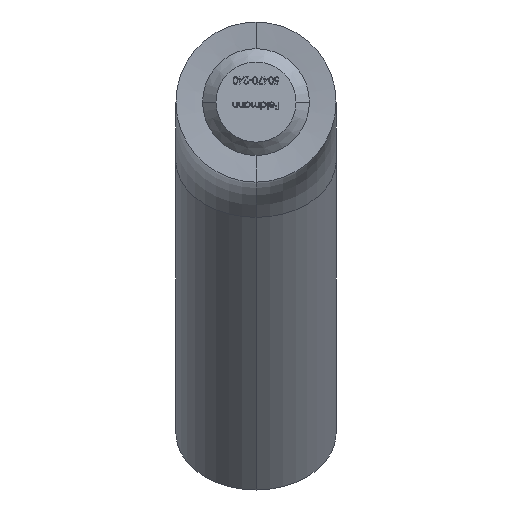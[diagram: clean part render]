
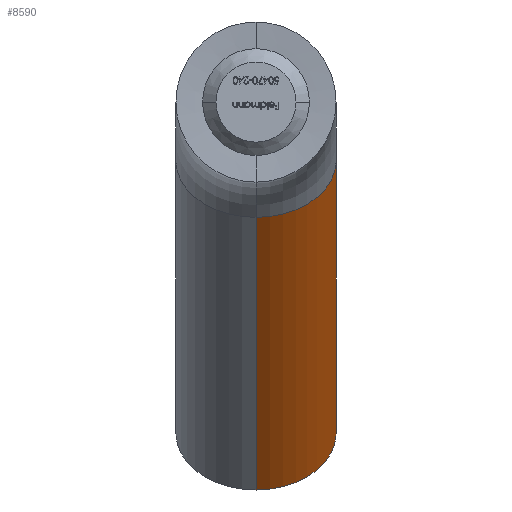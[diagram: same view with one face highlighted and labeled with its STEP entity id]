
A CAD part, front view. The second image highlights one B-rep face of the part: STEP entity #8590.
In plain terms, the highlighted cylindrical face has radius 6 mm (diameter 12 mm), a partial arc.
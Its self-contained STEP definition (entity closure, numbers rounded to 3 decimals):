
#456 = CARTESIAN_POINT ( 'NONE',  ( 0., 35.151, -8.636 ) ) ;
#497 = CARTESIAN_POINT ( 'NONE',  ( 0., 59.823, -24.823 ) ) ;
#503 = CARTESIAN_POINT ( 'NONE',  ( 0., 64.066, -20.581 ) ) ;
#541 = VECTOR ( 'NONE', #7817, 1000. ) ;
#1263 = VERTEX_POINT ( 'NONE', #4447 ) ;
#1538 = DIRECTION ( 'NONE',  ( 0., 0.707, -0.707 ) ) ;
#2474 = DIRECTION ( 'NONE',  ( 0., -0.707, 0.707 ) ) ;
#2900 = CARTESIAN_POINT ( 'NONE',  ( 0., 43.636, -0.151 ) ) ;
#3261 = CARTESIAN_POINT ( 'NONE',  ( 0., 55.581, -29.066 ) ) ;
#3396 = VERTEX_POINT ( 'NONE', #6987 ) ;
#3673 = DIRECTION ( 'NONE',  ( 0., 0.707, 0.707 ) ) ;
#4165 = DIRECTION ( 'NONE',  ( 0., 0.707, -0.707 ) ) ;
#4255 = LINE ( 'NONE', #456, #4714 ) ;
#4400 = VERTEX_POINT ( 'NONE', #3261 ) ;
#4447 = CARTESIAN_POINT ( 'NONE',  ( 0., 35.151, -8.636 ) ) ;
#4714 = VECTOR ( 'NONE', #10595, 1000. ) ;
#4770 = ORIENTED_EDGE ( 'NONE', *, *, #6892, .T. ) ;
#5025 = CIRCLE ( 'NONE', #11289, 6. ) ;
#5050 = CARTESIAN_POINT ( 'NONE',  ( 0., 39.393, -4.393 ) ) ;
#5064 = ORIENTED_EDGE ( 'NONE', *, *, #8636, .F. ) ;
#5420 = EDGE_CURVE ( 'NONE', #1263, #4400, #4255, .T. ) ;
#5452 = CARTESIAN_POINT ( 'NONE',  ( 0., 39.393, -4.393 ) ) ;
#6892 = EDGE_CURVE ( 'NONE', #3396, #1263, #5025, .T. ) ;
#6987 = CARTESIAN_POINT ( 'NONE',  ( 0., 43.636, -0.151 ) ) ;
#7080 = DIRECTION ( 'NONE',  ( 0., 0.707, 0.707 ) ) ;
#7480 = FACE_OUTER_BOUND ( 'NONE', #10644, .T. ) ;
#7723 = ORIENTED_EDGE ( 'NONE', *, *, #9081, .T. ) ;
#7778 = LINE ( 'NONE', #2900, #541 ) ;
#7817 = DIRECTION ( 'NONE',  ( 0., 0.707, -0.707 ) ) ;
#8590 = ADVANCED_FACE ( 'NONE', ( #7480 ), #9926, .T. ) ;
#8636 = EDGE_CURVE ( 'NONE', #3396, #8939, #7778, .T. ) ;
#8815 = ORIENTED_EDGE ( 'NONE', *, *, #5420, .T. ) ;
#8939 = VERTEX_POINT ( 'NONE', #503 ) ;
#9081 = EDGE_CURVE ( 'NONE', #4400, #8939, #9759, .T. ) ;
#9759 = CIRCLE ( 'NONE', #10944, 6. ) ;
#9926 = CYLINDRICAL_SURFACE ( 'NONE', #10680, 6. ) ;
#10595 = DIRECTION ( 'NONE',  ( 0., 0.707, -0.707 ) ) ;
#10644 = EDGE_LOOP ( 'NONE', ( #4770, #8815, #7723, #5064 ) ) ;
#10680 = AXIS2_PLACEMENT_3D ( 'NONE', #5452, #1538, #3673 ) ;
#10944 = AXIS2_PLACEMENT_3D ( 'NONE', #497, #2474, #11133 ) ;
#11133 = DIRECTION ( 'NONE',  ( 0., 0.707, 0.707 ) ) ;
#11289 = AXIS2_PLACEMENT_3D ( 'NONE', #5050, #4165, #7080 ) ;
